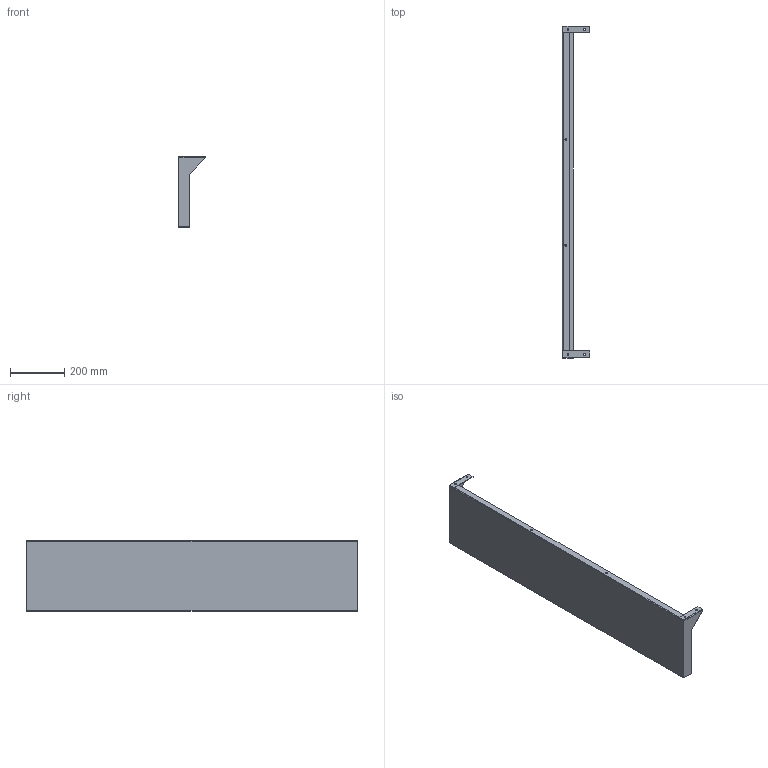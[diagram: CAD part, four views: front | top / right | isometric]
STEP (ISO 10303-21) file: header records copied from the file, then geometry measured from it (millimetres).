
FILE_DESCRIPTION(/* description */ ('CONSOLE,CS,WRITING DESK'),/* implementation_level */ '2;1');
FILE_NAME(/* name */ 'WC1448W.stp',/* time_stamp */ '2017-06-26T15:02:04-05:00',/* author */ ('wford'),/* organization */ (''),/* preprocessor_version */ 'ST-DEVELOPER v16.1',/* originating_system */ 'Autodesk Inventor 2016',/* authorisation */ '');
FILE_SCHEMA (('AUTOMOTIVE_DESIGN { 1 0 10303 214 3 1 1 }'));
Length unit declared in the file: inch
Products named in the file (4): WC1448WBKP; WC14WRS; WC14WLS; WC14W
Assembly tree (3 placements, depth 2):
  WC14W
    WC1448WBKP
    WC14WRS
    WC14WLS
Bounding box: 100.3 x 1219.2 x 260.35 mm (x, y, z)
Volume: 782918.9 mm3; surface area: 841796.2 mm2
Topology: 3 solids, 3 shells, 68 faces, 154 edges, 92 vertices
Faces by surface type: plane 54, cylinder 14
Full cylindrical faces by diameter (mm): 6.35 x6
Entity records: 2000 total; most frequent: DIRECTION 326, CARTESIAN_POINT 315, ORIENTED_EDGE 296, EDGE_CURVE 148, LINE 120, VECTOR 120, AXIS2_PLACEMENT_3D 103, VERTEX_POINT 92
